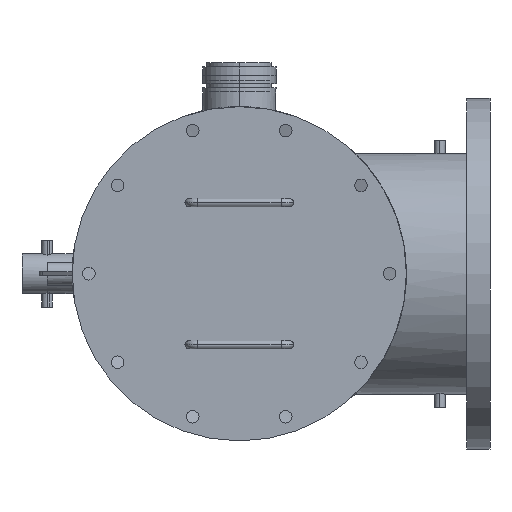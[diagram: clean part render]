
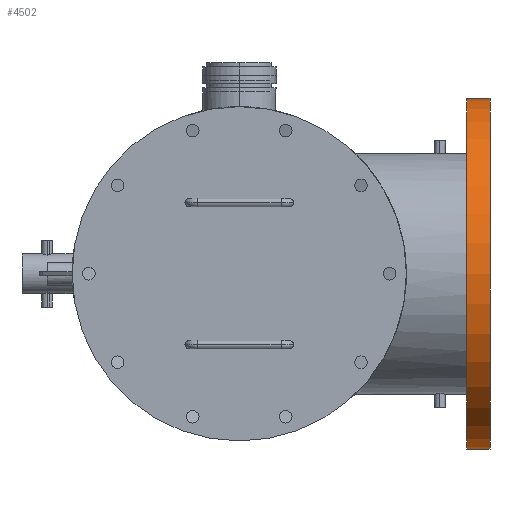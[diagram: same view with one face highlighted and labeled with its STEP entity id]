
A CAD part, left-side view. The second image highlights one B-rep face of the part: STEP entity #4502.
In plain terms, the highlighted cylindrical face has radius 266.7 mm (diameter 533.4 mm), a partial arc.
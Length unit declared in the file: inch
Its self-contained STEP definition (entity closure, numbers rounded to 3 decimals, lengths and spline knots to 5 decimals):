
#118 = CARTESIAN_POINT ( 'NONE',  ( 14.5593, -13.62, 0. ) ) ;
#498 = VECTOR ( 'NONE', #6152, 39.37008 ) ;
#1173 = CARTESIAN_POINT ( 'NONE',  ( 14.5593, -15., 0. ) ) ;
#1249 = EDGE_LOOP ( 'NONE', ( #4285, #12295, #12687, #3829 ) ) ;
#1956 = VERTEX_POINT ( 'NONE', #6497 ) ;
#2151 = DIRECTION ( 'NONE',  ( 0., 0., -1. ) ) ;
#2304 = DIRECTION ( 'NONE',  ( 0., 0., -1. ) ) ;
#2697 = CIRCLE ( 'NONE', #3048, 10.5 ) ;
#3048 = AXIS2_PLACEMENT_3D ( 'NONE', #118, #9944, #2151 ) ;
#3705 = DIRECTION ( 'NONE',  ( 0., 0., -1. ) ) ;
#3829 = ORIENTED_EDGE ( 'NONE', *, *, #7058, .F. ) ;
#3991 = CARTESIAN_POINT ( 'NONE',  ( 14.5593, -13.62, -10.5 ) ) ;
#4126 = DIRECTION ( 'NONE',  ( 0., -1., 0. ) ) ;
#4285 = ORIENTED_EDGE ( 'NONE', *, *, #9548, .F. ) ;
#4502 = ADVANCED_FACE ( 'NONE', ( #7139 ), #8807, .T. ) ;
#4616 = AXIS2_PLACEMENT_3D ( 'NONE', #1173, #7258, #2304 ) ;
#4866 = LINE ( 'NONE', #3991, #498 ) ;
#5056 = EDGE_CURVE ( 'NONE', #6520, #8719, #2697, .T. ) ;
#5522 = CARTESIAN_POINT ( 'NONE',  ( 14.5593, -13.62, 0. ) ) ;
#5531 = CARTESIAN_POINT ( 'NONE',  ( 14.5593, -15., 10.5 ) ) ;
#5664 = VECTOR ( 'NONE', #4126, 39.37008 ) ;
#5704 = CARTESIAN_POINT ( 'NONE',  ( 14.5593, -13.62, -10.5 ) ) ;
#6019 = VERTEX_POINT ( 'NONE', #5531 ) ;
#6152 = DIRECTION ( 'NONE',  ( 0., -1., 0. ) ) ;
#6497 = CARTESIAN_POINT ( 'NONE',  ( 14.5593, -15., -10.5 ) ) ;
#6520 = VERTEX_POINT ( 'NONE', #7402 ) ;
#7058 = EDGE_CURVE ( 'NONE', #6019, #1956, #9104, .T. ) ;
#7139 = FACE_OUTER_BOUND ( 'NONE', #1249, .T. ) ;
#7258 = DIRECTION ( 'NONE',  ( 0., -1., 0. ) ) ;
#7402 = CARTESIAN_POINT ( 'NONE',  ( 14.5593, -13.62, 10.5 ) ) ;
#8611 = DIRECTION ( 'NONE',  ( 0., -1., 0. ) ) ;
#8719 = VERTEX_POINT ( 'NONE', #5704 ) ;
#8807 = CYLINDRICAL_SURFACE ( 'NONE', #11367, 10.5 ) ;
#9104 = CIRCLE ( 'NONE', #4616, 10.5 ) ;
#9548 = EDGE_CURVE ( 'NONE', #6520, #6019, #12762, .T. ) ;
#9937 = CARTESIAN_POINT ( 'NONE',  ( 14.5593, -13.62, 10.5 ) ) ;
#9944 = DIRECTION ( 'NONE',  ( 0., -1., 0. ) ) ;
#11237 = EDGE_CURVE ( 'NONE', #8719, #1956, #4866, .T. ) ;
#11367 = AXIS2_PLACEMENT_3D ( 'NONE', #5522, #8611, #3705 ) ;
#12295 = ORIENTED_EDGE ( 'NONE', *, *, #5056, .T. ) ;
#12687 = ORIENTED_EDGE ( 'NONE', *, *, #11237, .T. ) ;
#12762 = LINE ( 'NONE', #9937, #5664 ) ;
